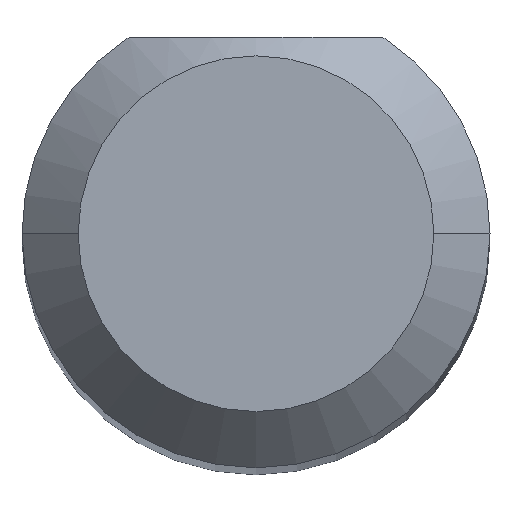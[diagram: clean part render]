
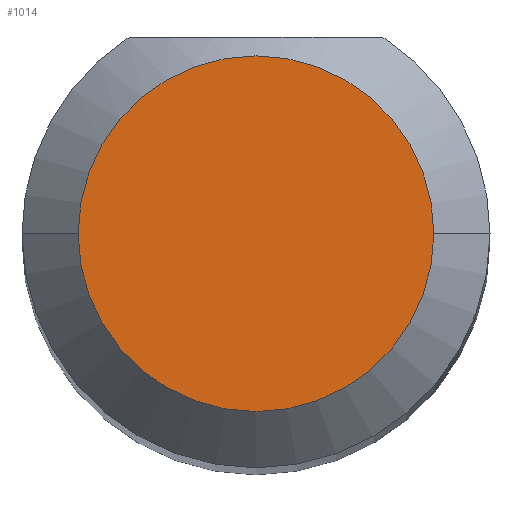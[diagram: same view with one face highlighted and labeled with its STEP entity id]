
A CAD part, top view. The second image highlights one B-rep face of the part: STEP entity #1014.
In plain terms, the highlighted planar face has unit normal (0, 0, 1).
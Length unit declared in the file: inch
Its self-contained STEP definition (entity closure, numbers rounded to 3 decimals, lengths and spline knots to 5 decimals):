
#79 = ORIENTED_EDGE ( 'NONE', *, *, #389, .T. ) ;
#117 = DIRECTION ( 'NONE',  ( 1., 0., 0. ) ) ;
#135 = EDGE_CURVE ( 'NONE', #381, #917, #802, .T. ) ;
#206 = CARTESIAN_POINT ( 'NONE',  ( -0.0475, 0., 1.5 ) ) ;
#231 = DIRECTION ( 'NONE',  ( 0., 0., 1. ) ) ;
#311 = PLANE ( 'NONE',  #918 ) ;
#313 = DIRECTION ( 'NONE',  ( 1., 0., 0. ) ) ;
#357 = ORIENTED_EDGE ( 'NONE', *, *, #135, .T. ) ;
#359 = CARTESIAN_POINT ( 'NONE',  ( 0., 0., 1.5 ) ) ;
#381 = VERTEX_POINT ( 'NONE', #206 ) ;
#389 = EDGE_CURVE ( 'NONE', #917, #381, #1010, .T. ) ;
#578 = DIRECTION ( 'NONE',  ( 1., 0., 0. ) ) ;
#580 = DIRECTION ( 'NONE',  ( 0., 0., 1. ) ) ;
#639 = AXIS2_PLACEMENT_3D ( 'NONE', #651, #580, #313 ) ;
#651 = CARTESIAN_POINT ( 'NONE',  ( 0., 0., 1.5 ) ) ;
#743 = FACE_OUTER_BOUND ( 'NONE', #1047, .T. ) ;
#802 = CIRCLE ( 'NONE', #639, 0.0475 ) ;
#873 = CARTESIAN_POINT ( 'NONE',  ( 0.0475, 0., 1.5 ) ) ;
#917 = VERTEX_POINT ( 'NONE', #873 ) ;
#918 = AXIS2_PLACEMENT_3D ( 'NONE', #947, #231, #578 ) ;
#947 = CARTESIAN_POINT ( 'NONE',  ( 0., 0., 1.5 ) ) ;
#956 = AXIS2_PLACEMENT_3D ( 'NONE', #359, #1064, #117 ) ;
#1010 = CIRCLE ( 'NONE', #956, 0.0475 ) ;
#1014 = ADVANCED_FACE ( 'NONE', ( #743 ), #311, .T. ) ;
#1047 = EDGE_LOOP ( 'NONE', ( #357, #79 ) ) ;
#1064 = DIRECTION ( 'NONE',  ( 0., 0., 1. ) ) ;
